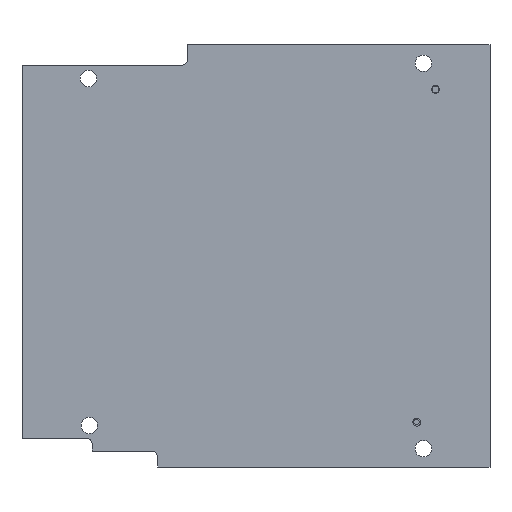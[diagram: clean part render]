
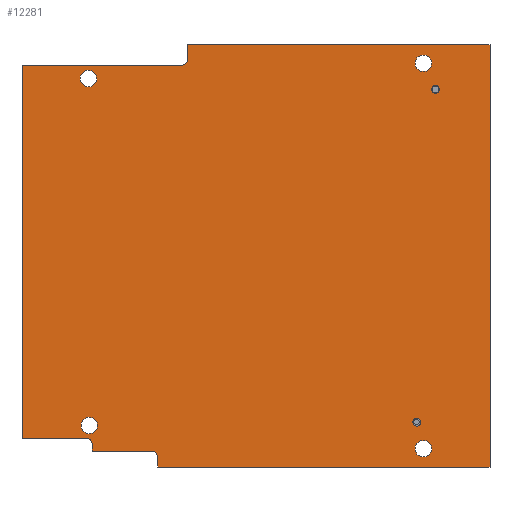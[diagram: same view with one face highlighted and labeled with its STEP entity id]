
A CAD part, top view. The second image highlights one B-rep face of the part: STEP entity #12281.
In plain terms, the highlighted planar face has unit normal (0, 0, 1).
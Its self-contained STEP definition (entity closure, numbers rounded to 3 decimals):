
#192=FACE_BOUND('',#910,.T.);
#193=FACE_BOUND('',#911,.T.);
#194=FACE_BOUND('',#912,.T.);
#195=FACE_BOUND('',#913,.T.);
#196=FACE_BOUND('',#914,.T.);
#197=FACE_BOUND('',#915,.T.);
#250=FACE_OUTER_BOUND('',#909,.T.);
#909=EDGE_LOOP('',(#8090,#8091,#8092,#8093,#8094,#8095,#8096,#8097,#8098,
#8099,#8100,#8101,#8102));
#910=EDGE_LOOP('',(#8103));
#911=EDGE_LOOP('',(#8104));
#912=EDGE_LOOP('',(#8105));
#913=EDGE_LOOP('',(#8106));
#914=EDGE_LOOP('',(#8107));
#915=EDGE_LOOP('',(#8108));
#1626=CIRCLE('',#13017,1.);
#1627=CIRCLE('',#13018,1.);
#1628=CIRCLE('',#13019,1.);
#1629=CIRCLE('',#13020,0.65);
#1630=CIRCLE('',#13021,0.65);
#1631=CIRCLE('',#13022,1.35);
#1632=CIRCLE('',#13023,1.35);
#1633=CIRCLE('',#13024,1.35);
#1634=CIRCLE('',#13025,1.35);
#1747=LINE('',#17147,#3430);
#1748=LINE('',#17149,#3431);
#1749=LINE('',#17153,#3432);
#1750=LINE('',#17155,#3433);
#1751=LINE('',#17159,#3434);
#1752=LINE('',#17161,#3435);
#1753=LINE('',#17163,#3436);
#1754=LINE('',#17165,#3437);
#1755=LINE('',#17167,#3438);
#1756=LINE('',#17170,#3439);
#3430=VECTOR('',#13835,61.);
#3431=VECTOR('',#13836,10.5);
#3432=VECTOR('',#13839,1.1);
#3433=VECTOR('',#13840,9.7);
#3434=VECTOR('',#13843,1.6);
#3435=VECTOR('',#13844,54.3);
#3436=VECTOR('',#13845,69.);
#3437=VECTOR('',#13846,49.4);
#3438=VECTOR('',#13847,2.3);
#3439=VECTOR('',#13850,26.1);
#5113=VERTEX_POINT('',#17145);
#5114=VERTEX_POINT('',#17146);
#5115=VERTEX_POINT('',#17148);
#5116=VERTEX_POINT('',#17150);
#5117=VERTEX_POINT('',#17152);
#5118=VERTEX_POINT('',#17154);
#5119=VERTEX_POINT('',#17156);
#5120=VERTEX_POINT('',#17158);
#5121=VERTEX_POINT('',#17160);
#5122=VERTEX_POINT('',#17162);
#5123=VERTEX_POINT('',#17164);
#5124=VERTEX_POINT('',#17166);
#5125=VERTEX_POINT('',#17168);
#5126=VERTEX_POINT('',#17171);
#5127=VERTEX_POINT('',#17173);
#5128=VERTEX_POINT('',#17175);
#5129=VERTEX_POINT('',#17177);
#5130=VERTEX_POINT('',#17179);
#5131=VERTEX_POINT('',#17181);
#6297=EDGE_CURVE('',#5113,#5114,#1747,.T.);
#6298=EDGE_CURVE('',#5115,#5113,#1748,.T.);
#6299=EDGE_CURVE('',#5116,#5115,#1626,.T.);
#6300=EDGE_CURVE('',#5117,#5116,#1749,.T.);
#6301=EDGE_CURVE('',#5118,#5117,#1750,.T.);
#6302=EDGE_CURVE('',#5119,#5118,#1627,.T.);
#6303=EDGE_CURVE('',#5120,#5119,#1751,.T.);
#6304=EDGE_CURVE('',#5121,#5120,#1752,.T.);
#6305=EDGE_CURVE('',#5122,#5121,#1753,.T.);
#6306=EDGE_CURVE('',#5123,#5122,#1754,.T.);
#6307=EDGE_CURVE('',#5124,#5123,#1755,.T.);
#6308=EDGE_CURVE('',#5125,#5124,#1628,.T.);
#6309=EDGE_CURVE('',#5114,#5125,#1756,.T.);
#6310=EDGE_CURVE('',#5126,#5126,#1629,.F.);
#6311=EDGE_CURVE('',#5127,#5127,#1630,.F.);
#6312=EDGE_CURVE('',#5128,#5128,#1631,.F.);
#6313=EDGE_CURVE('',#5129,#5129,#1632,.F.);
#6314=EDGE_CURVE('',#5130,#5130,#1633,.F.);
#6315=EDGE_CURVE('',#5131,#5131,#1634,.F.);
#8090=ORIENTED_EDGE('',*,*,#6297,.F.);
#8091=ORIENTED_EDGE('',*,*,#6298,.F.);
#8092=ORIENTED_EDGE('',*,*,#6299,.F.);
#8093=ORIENTED_EDGE('',*,*,#6300,.F.);
#8094=ORIENTED_EDGE('',*,*,#6301,.F.);
#8095=ORIENTED_EDGE('',*,*,#6302,.F.);
#8096=ORIENTED_EDGE('',*,*,#6303,.F.);
#8097=ORIENTED_EDGE('',*,*,#6304,.F.);
#8098=ORIENTED_EDGE('',*,*,#6305,.F.);
#8099=ORIENTED_EDGE('',*,*,#6306,.F.);
#8100=ORIENTED_EDGE('',*,*,#6307,.F.);
#8101=ORIENTED_EDGE('',*,*,#6308,.F.);
#8102=ORIENTED_EDGE('',*,*,#6309,.F.);
#8103=ORIENTED_EDGE('',*,*,#6310,.T.);
#8104=ORIENTED_EDGE('',*,*,#6311,.T.);
#8105=ORIENTED_EDGE('',*,*,#6312,.T.);
#8106=ORIENTED_EDGE('',*,*,#6313,.T.);
#8107=ORIENTED_EDGE('',*,*,#6314,.T.);
#8108=ORIENTED_EDGE('',*,*,#6315,.T.);
#11676=PLANE('',#13016);
#12281=ADVANCED_FACE('',(#250,#192,#193,#194,#195,#196,#197),#11676,.T.);
#13016=AXIS2_PLACEMENT_3D('',#17144,#13833,#13834);
#13017=AXIS2_PLACEMENT_3D('',#17151,#13837,#13838);
#13018=AXIS2_PLACEMENT_3D('',#17157,#13841,#13842);
#13019=AXIS2_PLACEMENT_3D('',#17169,#13848,#13849);
#13020=AXIS2_PLACEMENT_3D('',#17172,#13851,#13852);
#13021=AXIS2_PLACEMENT_3D('',#17174,#13853,#13854);
#13022=AXIS2_PLACEMENT_3D('',#17176,#13855,#13856);
#13023=AXIS2_PLACEMENT_3D('',#17178,#13857,#13858);
#13024=AXIS2_PLACEMENT_3D('',#17180,#13859,#13860);
#13025=AXIS2_PLACEMENT_3D('',#17182,#13861,#13862);
#13833=DIRECTION('center_axis',(0.,0.,1.));
#13834=DIRECTION('ref_axis',(-1.,0.,0.));
#13835=DIRECTION('',(0.,1.,0.));
#13836=DIRECTION('',(-1.,0.,0.));
#13837=DIRECTION('center_axis',(0.,0.,1.));
#13838=DIRECTION('ref_axis',(-1.,0.,0.));
#13839=DIRECTION('',(0.,1.,0.));
#13840=DIRECTION('',(-1.,0.,0.));
#13841=DIRECTION('center_axis',(0.,0.,1.));
#13842=DIRECTION('ref_axis',(-1.,0.,0.));
#13843=DIRECTION('',(0.,1.,0.));
#13844=DIRECTION('',(-1.,0.,0.));
#13845=DIRECTION('',(0.,-1.,0.));
#13846=DIRECTION('',(1.,0.,0.));
#13847=DIRECTION('',(0.,1.,0.));
#13848=DIRECTION('center_axis',(0.,0.,1.));
#13849=DIRECTION('ref_axis',(-1.,0.,0.));
#13850=DIRECTION('',(1.,0.,0.));
#13851=DIRECTION('center_axis',(0.,0.,1.));
#13852=DIRECTION('ref_axis',(-1.,0.,0.));
#13853=DIRECTION('center_axis',(0.,0.,1.));
#13854=DIRECTION('ref_axis',(-1.,0.,0.));
#13855=DIRECTION('center_axis',(0.,0.,1.));
#13856=DIRECTION('ref_axis',(-1.,0.,0.));
#13857=DIRECTION('center_axis',(0.,0.,1.));
#13858=DIRECTION('ref_axis',(-1.,0.,0.));
#13859=DIRECTION('center_axis',(0.,0.,1.));
#13860=DIRECTION('ref_axis',(-1.,0.,0.));
#13861=DIRECTION('center_axis',(0.,0.,1.));
#13862=DIRECTION('ref_axis',(-1.,0.,0.));
#17144=CARTESIAN_POINT('Origin',(-65.6,62.7,0.));
#17145=CARTESIAN_POINT('',(-65.6,1.7,0.));
#17146=CARTESIAN_POINT('',(-65.6,62.7,0.));
#17147=CARTESIAN_POINT('',(-65.6,1.7,0.));
#17148=CARTESIAN_POINT('',(-55.1,1.7,0.));
#17149=CARTESIAN_POINT('',(-55.1,1.7,0.));
#17150=CARTESIAN_POINT('',(-54.1,0.7,0.));
#17151=CARTESIAN_POINT('Origin',(-55.1,0.7,0.));
#17152=CARTESIAN_POINT('',(-54.1,-0.4,0.));
#17153=CARTESIAN_POINT('',(-54.1,-0.4,0.));
#17154=CARTESIAN_POINT('',(-44.4,-0.4,0.));
#17155=CARTESIAN_POINT('',(-44.4,-0.4,0.));
#17156=CARTESIAN_POINT('',(-43.4,-1.4,0.));
#17157=CARTESIAN_POINT('Origin',(-44.4,-1.4,0.));
#17158=CARTESIAN_POINT('',(-43.4,-3.,0.));
#17159=CARTESIAN_POINT('',(-43.4,-3.,0.));
#17160=CARTESIAN_POINT('',(10.9,-3.,0.));
#17161=CARTESIAN_POINT('',(10.9,-3.,0.));
#17162=CARTESIAN_POINT('',(10.9,66.,0.));
#17163=CARTESIAN_POINT('',(10.9,66.,0.));
#17164=CARTESIAN_POINT('',(-38.5,66.,0.));
#17165=CARTESIAN_POINT('',(-38.5,66.,0.));
#17166=CARTESIAN_POINT('',(-38.5,63.7,0.));
#17167=CARTESIAN_POINT('',(-38.5,63.7,0.));
#17168=CARTESIAN_POINT('',(-39.5,62.7,0.));
#17169=CARTESIAN_POINT('Origin',(-39.5,63.7,0.));
#17170=CARTESIAN_POINT('',(-65.6,62.7,0.));
#17171=CARTESIAN_POINT('',(2.635,58.725,0.));
#17172=CARTESIAN_POINT('Origin',(1.985,58.725,0.));
#17173=CARTESIAN_POINT('',(-0.415,4.345,0.));
#17174=CARTESIAN_POINT('Origin',(-1.065,4.345,0.));
#17175=CARTESIAN_POINT('',(-53.25,3.8,0.));
#17176=CARTESIAN_POINT('Origin',(-54.6,3.8,0.));
#17177=CARTESIAN_POINT('',(-53.4,60.5,0.));
#17178=CARTESIAN_POINT('Origin',(-54.75,60.5,0.));
#17179=CARTESIAN_POINT('',(1.35,0.,0.));
#17180=CARTESIAN_POINT('Origin',(0.,0.,0.));
#17181=CARTESIAN_POINT('',(1.35,63.,0.));
#17182=CARTESIAN_POINT('Origin',(0.,63.,0.));
